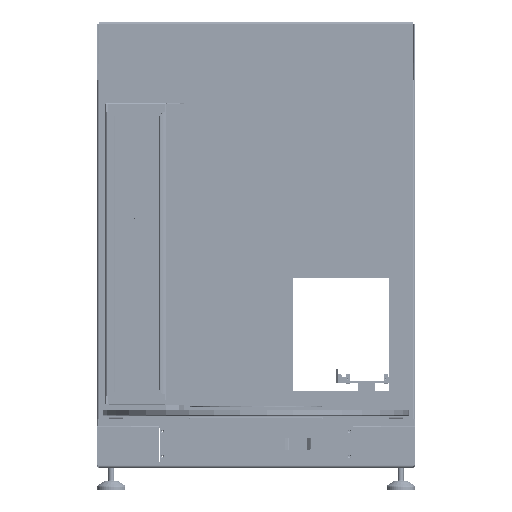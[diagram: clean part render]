
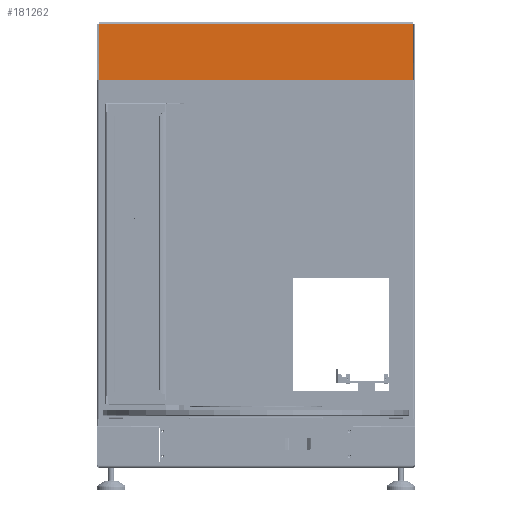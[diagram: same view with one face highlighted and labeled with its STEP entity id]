
A CAD part, top view. The second image highlights one B-rep face of the part: STEP entity #181262.
In plain terms, the highlighted planar face has unit normal (0, 0, 1).
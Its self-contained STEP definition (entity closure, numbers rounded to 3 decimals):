
#1422 = EDGE_CURVE ( 'NONE', #300007, #151522, #116987, .T. ) ;
#13311 = CARTESIAN_POINT ( 'NONE',  ( -2.707, 782., -429.994 ) ) ;
#33521 = DIRECTION ( 'NONE',  ( 0., 1., 0. ) ) ;
#36328 = VECTOR ( 'NONE', #201595, 1000. ) ;
#41451 = EDGE_CURVE ( 'NONE', #151522, #190741, #297989, .T. ) ;
#54675 = LINE ( 'NONE', #78840, #95092 ) ;
#67854 = EDGE_CURVE ( 'NONE', #324603, #190741, #298782, .T. ) ;
#78840 = CARTESIAN_POINT ( 'NONE',  ( -557.293, 436., -429.994 ) ) ;
#87131 = CARTESIAN_POINT ( 'NONE',  ( -2.707, 436., -429.994 ) ) ;
#89797 = CARTESIAN_POINT ( 'NONE',  ( -557.293, 684., -429.994 ) ) ;
#92255 = ORIENTED_EDGE ( 'NONE', *, *, #67854, .F. ) ;
#94999 = DIRECTION ( 'NONE',  ( 0., 0., -1. ) ) ;
#95092 = VECTOR ( 'NONE', #289809, 1000. ) ;
#116987 = LINE ( 'NONE', #281090, #36328 ) ;
#119286 = PLANE ( 'NONE',  #262940 ) ;
#120992 = DIRECTION ( 'NONE',  ( 0., 1., 0. ) ) ;
#122143 = EDGE_CURVE ( 'NONE', #324603, #300007, #54675, .T. ) ;
#129550 = VECTOR ( 'NONE', #33521, 1000. ) ;
#151522 = VERTEX_POINT ( 'NONE', #317458 ) ;
#181262 = ADVANCED_FACE ( 'NONE', ( #250546 ), #119286, .F. ) ;
#190741 = VERTEX_POINT ( 'NONE', #13311 ) ;
#190747 = ORIENTED_EDGE ( 'NONE', *, *, #41451, .T. ) ;
#191729 = DIRECTION ( 'NONE',  ( 1., 0., 0. ) ) ;
#201595 = DIRECTION ( 'NONE',  ( 1., 0., 0. ) ) ;
#221212 = CARTESIAN_POINT ( 'NONE',  ( -280., 436., -429.994 ) ) ;
#250546 = FACE_OUTER_BOUND ( 'NONE', #295815, .T. ) ;
#262940 = AXIS2_PLACEMENT_3D ( 'NONE', #221212, #94999, #120992 ) ;
#267383 = ORIENTED_EDGE ( 'NONE', *, *, #122143, .T. ) ;
#273433 = VECTOR ( 'NONE', #191729, 1000. ) ;
#274632 = CARTESIAN_POINT ( 'NONE',  ( -2.707, 782., -429.994 ) ) ;
#276864 = ORIENTED_EDGE ( 'NONE', *, *, #1422, .T. ) ;
#281090 = CARTESIAN_POINT ( 'NONE',  ( -280., 684., -429.994 ) ) ;
#289809 = DIRECTION ( 'NONE',  ( 0., -1., 0. ) ) ;
#294185 = CARTESIAN_POINT ( 'NONE',  ( -557.293, 782., -429.994 ) ) ;
#295815 = EDGE_LOOP ( 'NONE', ( #92255, #267383, #276864, #190747 ) ) ;
#297989 = LINE ( 'NONE', #87131, #129550 ) ;
#298782 = LINE ( 'NONE', #274632, #273433 ) ;
#300007 = VERTEX_POINT ( 'NONE', #89797 ) ;
#317458 = CARTESIAN_POINT ( 'NONE',  ( -2.707, 684., -429.994 ) ) ;
#324603 = VERTEX_POINT ( 'NONE', #294185 ) ;
